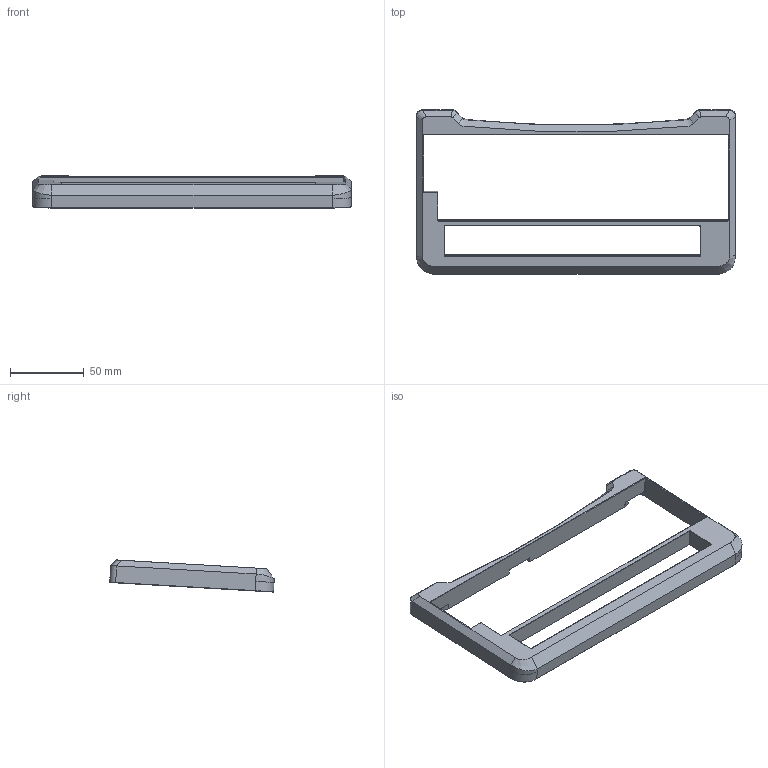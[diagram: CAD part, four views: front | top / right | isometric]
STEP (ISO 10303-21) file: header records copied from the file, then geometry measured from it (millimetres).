
FILE_DESCRIPTION(/* description */ (''),/* implementation_level */ '2;1');
FILE_NAME(/* name */ 'Isola v3 Top.step',/* time_stamp */ '2023-12-07T22:25:14-08:00',/* author */ (''),/* organization */ (''),/* preprocessor_version */ 'ST-DEVELOPER v20',/* originating_system */ 'Autodesk Translation Framework v12.14.0.127',/* authorisation */ '');
FILE_SCHEMA (('AUTOMOTIVE_DESIGN { 1 0 10303 214 3 1 1 }'));
Length unit declared in the file: millimetre
Products named in the file (1): Isola v3 Fresh_pc_M2
Bounding box: 215.74 x 111.31 x 21.68 mm (x, y, z)
Volume: 94387.8 mm3; surface area: 35748.8 mm2
Topology: 1 solids, 1 shells, 141 faces, 349 edges, 216 vertices
Faces by surface type: plane 72, cylinder 32, cone 23, bspline 14
Full cylindrical faces by diameter (mm): 3.3 x8
Entity records: 4889 total; most frequent: CARTESIAN_POINT 1505, ORIENTED_EDGE 700, DIRECTION 637, EDGE_CURVE 350, LINE 217, VECTOR 217, VERTEX_POINT 216, AXIS2_PLACEMENT_3D 210
